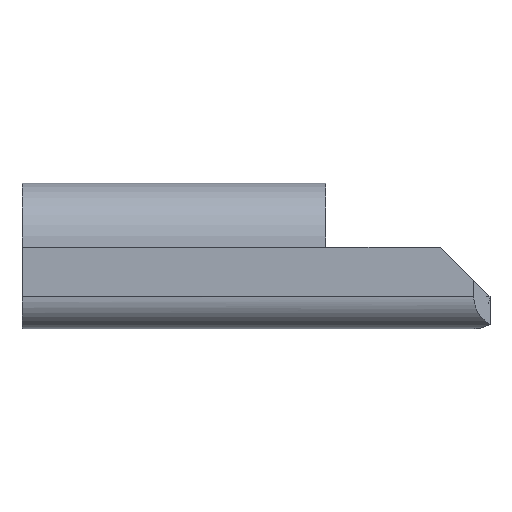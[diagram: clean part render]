
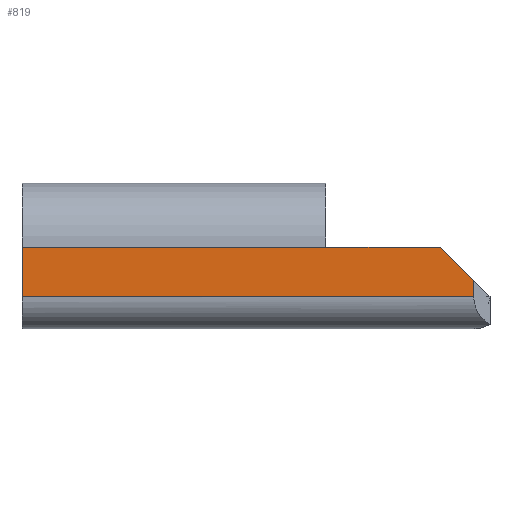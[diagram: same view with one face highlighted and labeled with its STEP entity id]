
A CAD part, left-side view. The second image highlights one B-rep face of the part: STEP entity #819.
In plain terms, the highlighted planar face has unit normal (-1, 0, 0).
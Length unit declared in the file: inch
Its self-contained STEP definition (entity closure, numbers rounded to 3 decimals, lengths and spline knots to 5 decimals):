
#219=FACE_OUTER_BOUND('',#257,.T.);
#257=EDGE_LOOP('',(#727,#728,#729,#730,#731,#732));
#271=LINE('',#1248,#345);
#282=LINE('',#1281,#356);
#298=LINE('',#1312,#372);
#312=LINE('',#1350,#386);
#333=LINE('',#1407,#407);
#334=LINE('',#1409,#408);
#345=VECTOR('',#996,0.3937);
#356=VECTOR('',#1023,0.3937);
#372=VECTOR('',#1047,0.3937);
#386=VECTOR('',#1085,0.3937);
#407=VECTOR('',#1156,0.3937);
#408=VECTOR('',#1159,0.3937);
#420=VERTEX_POINT('',#1245);
#421=VERTEX_POINT('',#1247);
#434=VERTEX_POINT('',#1279);
#435=VERTEX_POINT('',#1280);
#446=VERTEX_POINT('',#1310);
#458=VERTEX_POINT('',#1349);
#482=EDGE_CURVE('',#420,#421,#271,.T.);
#498=EDGE_CURVE('',#434,#435,#282,.T.);
#514=EDGE_CURVE('',#446,#435,#298,.T.);
#533=EDGE_CURVE('',#458,#434,#312,.T.);
#563=EDGE_CURVE('',#446,#421,#333,.T.);
#564=EDGE_CURVE('',#420,#458,#334,.T.);
#727=ORIENTED_EDGE('',*,*,#498,.T.);
#728=ORIENTED_EDGE('',*,*,#514,.F.);
#729=ORIENTED_EDGE('',*,*,#563,.T.);
#730=ORIENTED_EDGE('',*,*,#482,.F.);
#731=ORIENTED_EDGE('',*,*,#564,.T.);
#732=ORIENTED_EDGE('',*,*,#533,.T.);
#783=PLANE('',#941);
#819=ADVANCED_FACE('',(#219),#783,.T.);
#941=AXIS2_PLACEMENT_3D('',#1408,#1157,#1158);
#996=DIRECTION('',(0.,0.,1.));
#1023=DIRECTION('',(0.,0.707,0.707));
#1047=DIRECTION('',(0.,-1.,0.));
#1085=DIRECTION('',(0.,0.,1.));
#1156=DIRECTION('',(0.,1.,0.));
#1157=DIRECTION('center_axis',(-1.,0.,0.));
#1158=DIRECTION('ref_axis',(0.,0.,1.));
#1159=DIRECTION('',(0.,-1.,0.));
#1245=CARTESIAN_POINT('',(-0.196,0.422,-0.013));
#1247=CARTESIAN_POINT('',(-0.196,0.422,0.048));
#1248=CARTESIAN_POINT('',(-0.196,0.422,0.048));
#1279=CARTESIAN_POINT('',(-0.196,-0.136,0.007));
#1280=CARTESIAN_POINT('',(-0.196,-0.095,0.048));
#1281=CARTESIAN_POINT('',(-0.196,-0.07475,0.06825));
#1310=CARTESIAN_POINT('',(-0.196,0.047,0.048));
#1312=CARTESIAN_POINT('',(-0.196,0.047,0.048));
#1349=CARTESIAN_POINT('',(-0.196,-0.136,-0.013));
#1350=CARTESIAN_POINT('',(-0.196,-0.136,-0.033));
#1407=CARTESIAN_POINT('',(-0.196,0.047,0.048));
#1408=CARTESIAN_POINT('Origin',(-0.196,0.047,-0.013));
#1409=CARTESIAN_POINT('',(-0.196,0.047,-0.013));
